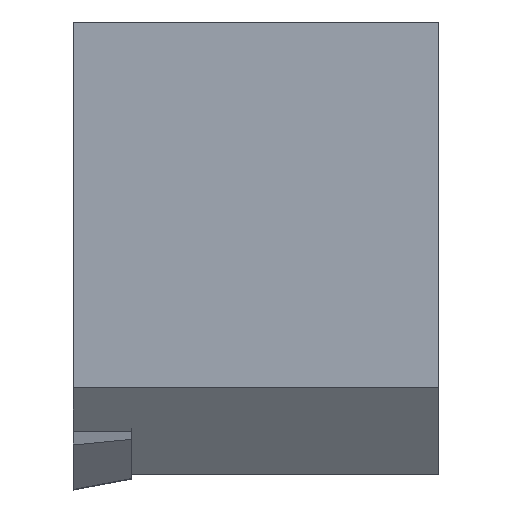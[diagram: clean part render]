
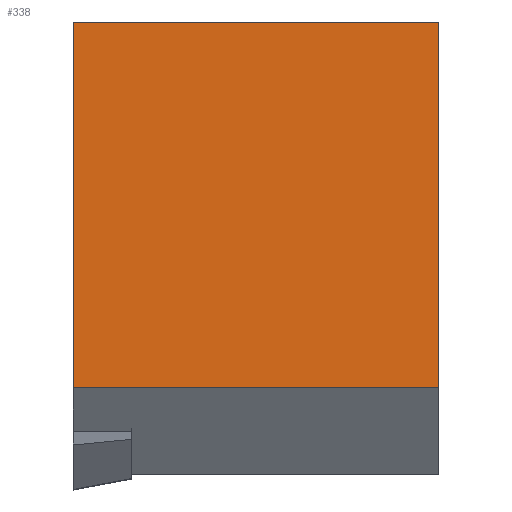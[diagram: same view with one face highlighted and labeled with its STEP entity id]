
A CAD part, left-side view. The second image highlights one B-rep face of the part: STEP entity #338.
In plain terms, the highlighted face is planar.
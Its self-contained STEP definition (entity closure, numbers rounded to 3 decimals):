
#98=DIRECTION('',(-1.,0.,0.));
#99=VECTOR('',#98,25.);
#100=CARTESIAN_POINT('',(0.,0.,0.));
#101=LINE('',#100,#99);
#105=DIRECTION('',(0.,1.,0.));
#106=VECTOR('',#105,25.);
#107=CARTESIAN_POINT('',(-25.,0.,0.));
#108=LINE('',#107,#106);
#112=DIRECTION('',(1.,0.,0.));
#113=VECTOR('',#112,25.);
#114=CARTESIAN_POINT('',(-25.,25.,0.));
#115=LINE('',#114,#113);
#119=DIRECTION('',(0.,-1.,0.));
#120=VECTOR('',#119,25.);
#121=CARTESIAN_POINT('',(0.,25.,0.));
#122=LINE('',#121,#120);
#287=CARTESIAN_POINT('',(0.,0.,0.));
#288=CARTESIAN_POINT('',(-25.,0.,0.));
#289=VERTEX_POINT('',#287);
#290=VERTEX_POINT('',#288);
#291=CARTESIAN_POINT('',(-25.,25.,0.));
#292=VERTEX_POINT('',#291);
#293=CARTESIAN_POINT('',(0.,25.,0.));
#294=VERTEX_POINT('',#293);
#323=CARTESIAN_POINT('',(0.,0.,0.));
#324=DIRECTION('',(0.,0.,-1.));
#325=DIRECTION('',(0.,1.,0.));
#326=AXIS2_PLACEMENT_3D('',#323,#324,#325);
#327=PLANE('',#326);
#329=ORIENTED_EDGE('',*,*,#328,.T.);
#331=ORIENTED_EDGE('',*,*,#330,.T.);
#333=ORIENTED_EDGE('',*,*,#332,.T.);
#335=ORIENTED_EDGE('',*,*,#334,.T.);
#336=EDGE_LOOP('',(#329,#331,#333,#335));
#337=FACE_OUTER_BOUND('',#336,.F.);
#328=EDGE_CURVE('',#289,#290,#101,.T.);
#330=EDGE_CURVE('',#290,#292,#108,.T.);
#332=EDGE_CURVE('',#292,#294,#115,.T.);
#334=EDGE_CURVE('',#294,#289,#122,.T.);
#338=ADVANCED_FACE('',(#337),#327,.F.);
